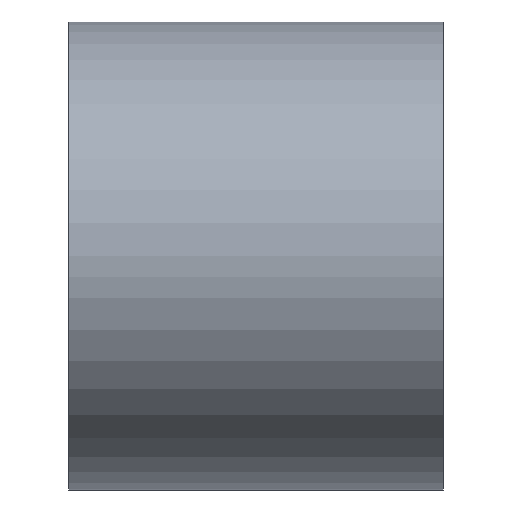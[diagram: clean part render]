
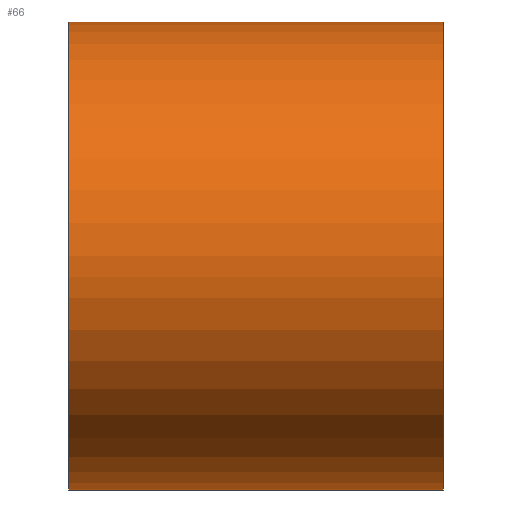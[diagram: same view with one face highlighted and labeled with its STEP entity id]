
A CAD part, left-side view. The second image highlights one B-rep face of the part: STEP entity #66.
In plain terms, the highlighted free-form (B-spline) face has degree [1, 2] with [2, 9] control points.
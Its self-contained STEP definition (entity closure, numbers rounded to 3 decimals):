
#24=FACE_OUTER_BOUND('',#28,.T.);
#28=EDGE_LOOP('',(#55,#56,#57,#58));
#34=LINE('',#157,#36);
#36=VECTOR('',#102,6.);
#39=ELLIPSE('',#86,6.,5.);
#40=ELLIPSE('',#87,6.,5.);
#43=VERTEX_POINT('',#154);
#44=VERTEX_POINT('',#156);
#48=EDGE_CURVE('',#43,#43,#39,.T.);
#49=EDGE_CURVE('',#43,#44,#34,.T.);
#50=EDGE_CURVE('',#44,#44,#40,.T.);
#55=ORIENTED_EDGE('',*,*,#48,.F.);
#56=ORIENTED_EDGE('',*,*,#49,.T.);
#57=ORIENTED_EDGE('',*,*,#50,.T.);
#58=ORIENTED_EDGE('',*,*,#49,.F.);
#64=(
BOUNDED_SURFACE()
B_SPLINE_SURFACE(1,2,((#136,#137,#138,#139,#140,#141,#142,#143,#144),(#145,
#146,#147,#148,#149,#150,#151,#152,#153)),.UNSPECIFIED.,.F.,.T.,.F.)
B_SPLINE_SURFACE_WITH_KNOTS((2,2),(3,2,2,2,3),(0.,1.333),(-3.142,
-1.571,0.,1.571,3.142),.UNSPECIFIED.)
GEOMETRIC_REPRESENTATION_ITEM()
RATIONAL_B_SPLINE_SURFACE(((1.,0.707,1.,0.707,1.,
0.707,1.,0.707,1.),(1.,0.707,1.,0.707,
1.,0.707,1.,0.707,1.)))
REPRESENTATION_ITEM('')
SURFACE()
);
#66=ADVANCED_FACE('',(#24),#64,.F.);
#86=AXIS2_PLACEMENT_3D('',#155,#100,#101);
#87=AXIS2_PLACEMENT_3D('',#158,#103,#104);
#100=DIRECTION('center_axis',(0.,1.,0.));
#101=DIRECTION('ref_axis',(1.,0.,0.));
#102=DIRECTION('',(0.,-1.,0.));
#103=DIRECTION('center_axis',(0.,1.,0.));
#104=DIRECTION('ref_axis',(1.,0.,0.));
#136=CARTESIAN_POINT('Ctrl Pts',(-6.,0.,0.));
#137=CARTESIAN_POINT('Ctrl Pts',(-6.,0.,5.));
#138=CARTESIAN_POINT('Ctrl Pts',(0.,0.,5.));
#139=CARTESIAN_POINT('Ctrl Pts',(6.,0.,5.));
#140=CARTESIAN_POINT('Ctrl Pts',(6.,0.,0.));
#141=CARTESIAN_POINT('Ctrl Pts',(6.,0.,-5.));
#142=CARTESIAN_POINT('Ctrl Pts',(0.,0.,-5.));
#143=CARTESIAN_POINT('Ctrl Pts',(-6.,0.,-5.));
#144=CARTESIAN_POINT('Ctrl Pts',(-6.,0.,0.));
#145=CARTESIAN_POINT('Ctrl Pts',(-6.,8.,0.));
#146=CARTESIAN_POINT('Ctrl Pts',(-6.,8.,5.));
#147=CARTESIAN_POINT('Ctrl Pts',(0.,8.,5.));
#148=CARTESIAN_POINT('Ctrl Pts',(6.,8.,5.));
#149=CARTESIAN_POINT('Ctrl Pts',(6.,8.,0.));
#150=CARTESIAN_POINT('Ctrl Pts',(6.,8.,-5.));
#151=CARTESIAN_POINT('Ctrl Pts',(0.,8.,-5.));
#152=CARTESIAN_POINT('Ctrl Pts',(-6.,8.,-5.));
#153=CARTESIAN_POINT('Ctrl Pts',(-6.,8.,0.));
#154=CARTESIAN_POINT('',(-6.,8.,0.));
#155=CARTESIAN_POINT('Origin',(0.,8.,0.));
#156=CARTESIAN_POINT('',(-6.,0.,0.));
#157=CARTESIAN_POINT('',(-6.,0.,0.));
#158=CARTESIAN_POINT('Origin',(0.,0.,0.));
